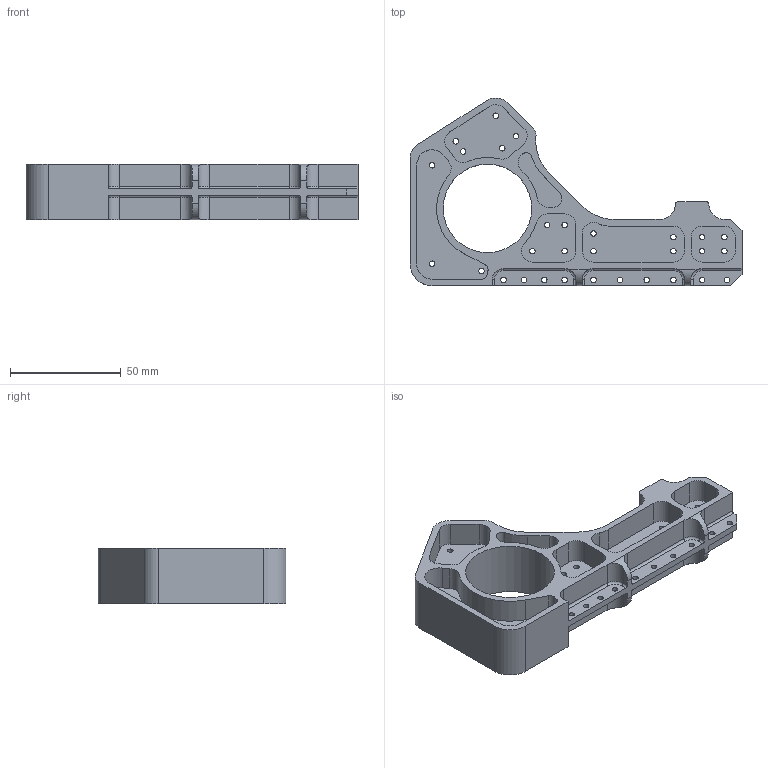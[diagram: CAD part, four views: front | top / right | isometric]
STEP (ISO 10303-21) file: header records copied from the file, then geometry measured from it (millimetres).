
FILE_DESCRIPTION(/* description */ (''),/* implementation_level */ '2;1');
FILE_NAME(/* name */ 'FINITO_fori.step',/* time_stamp */ '2025-08-22T18:00:07+02:00',/* author */ (''),/* organization */ (''),/* preprocessor_version */ 'ST-DEVELOPER v20.1',/* originating_system */ 'Autodesk Translation Framework v14.10.0.0',/* authorisation */ '');
FILE_SCHEMA (('AUTOMOTIVE_DESIGN { 1 0 10303 214 3 1 1 }'));
Length unit declared in the file: millimetre
Products named in the file (2): FINITO_fori; Finito 1 (1)
Assembly tree (1 placements, depth 2):
  FINITO_fori
    Finito 1 (1)
Bounding box: 150 x 84.85 x 25 mm (x, y, z)
Volume: 68486.9 mm3; surface area: 40078.2 mm2
Topology: 1 solids, 1 shells, 238 faces, 652 edges, 428 vertices
Faces by surface type: cylinder 135, plane 93, torus 10
Full cylindrical faces by diameter (mm): 2.5 x30, 40 x1
Entity records: 7901 total; most frequent: CARTESIAN_POINT 1425, DIRECTION 1406, ORIENTED_EDGE 1304, EDGE_CURVE 652, AXIS2_PLACEMENT_3D 521, VERTEX_POINT 428, LINE 364, VECTOR 364
